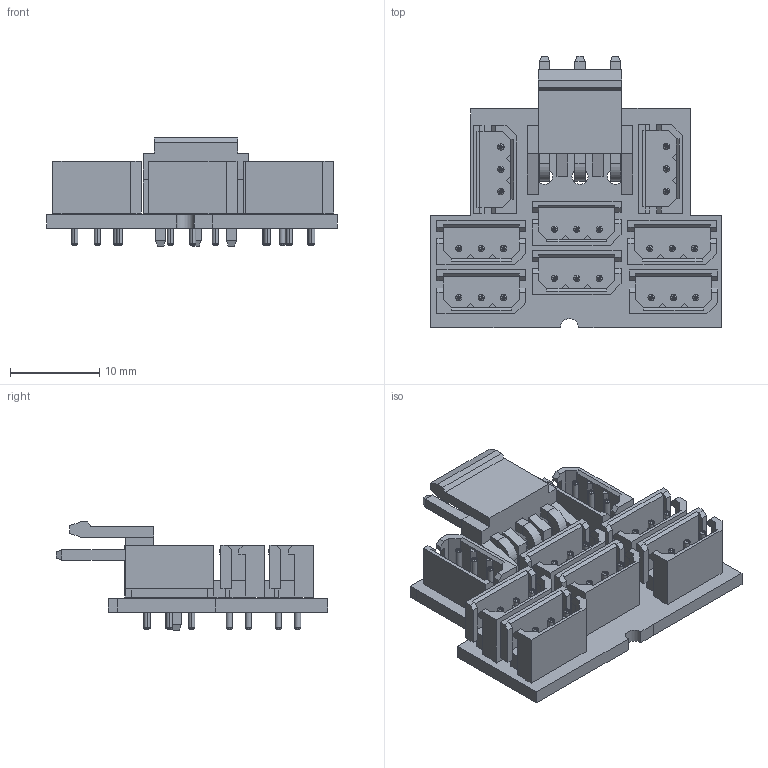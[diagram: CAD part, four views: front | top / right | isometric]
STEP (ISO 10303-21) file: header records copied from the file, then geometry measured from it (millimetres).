
FILE_DESCRIPTION(('KiCad electronic assembly'),'2;1');
FILE_NAME('Aero_hand_open_boarda.step','2025-10-23T11:58:44',('Pcbnew'), ('Kicad'),'Open CASCADE STEP processor 7.9','KiCad to STEP converter', 'Unknown');
FILE_SCHEMA(('AUTOMOTIVE_DESIGN { 1 0 10303 214 1 1 1 1 }'));
Length unit declared in the file: millimetre
Products named in the file (4): Aero_hand_open_boarda 1; 22-03-5035; S3P-VH-LF--SN---3DModel-STEP-56544; Aero_hand_open_boarda_PCB
Assembly tree (10 placements, depth 2):
  Aero_hand_open_boarda 1
    22-03-5035  x8
    S3P-VH-LF--SN---3DModel-STEP-56544
    Aero_hand_open_boarda_PCB
Bounding box: 32.5 x 30.32 x 12.1 mm (x, y, z)
Volume: 2767.9 mm3; surface area: 5921.3 mm2
Topology: 37 solids, 37 shells, 781 faces, 1927 edges, 1220 vertices
Faces by surface type: plane 555, cylinder 130, revolution 96
Full cylindrical faces by diameter (mm): 0.85 x24, 1.8 x3
Entity records: 7392 total; most frequent: CARTESIAN_POINT 1237, DIRECTION 1144, ORIENTED_EDGE 1124, EDGE_CURVE 562, LINE 446, VECTOR 446, VERTEX_POINT 352, AXIS2_PLACEMENT_3D 343
